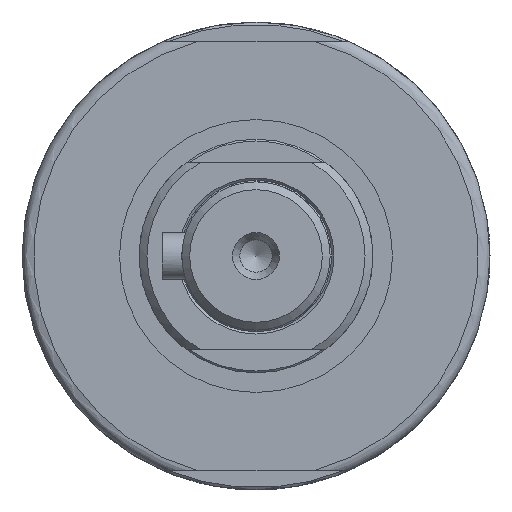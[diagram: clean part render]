
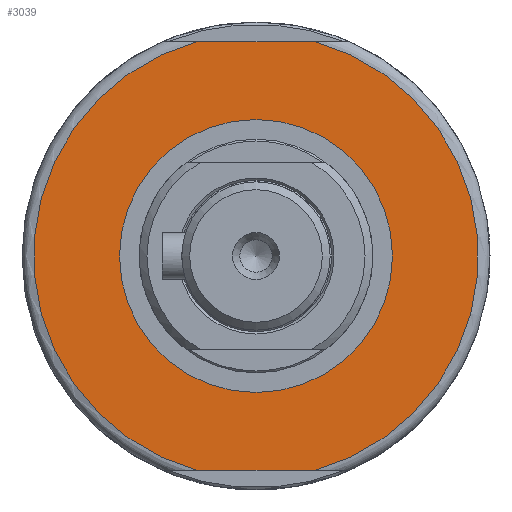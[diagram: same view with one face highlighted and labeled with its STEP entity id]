
A CAD part, left-side view. The second image highlights one B-rep face of the part: STEP entity #3039.
In plain terms, the highlighted planar face has unit normal (-1, 0, 0).
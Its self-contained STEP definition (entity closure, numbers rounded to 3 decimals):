
#138=FACE_BOUND('',#515,.T.);
#192=PLANE('',#3412);
#326=FACE_OUTER_BOUND('',#514,.T.);
#514=EDGE_LOOP('',(#2417,#2418,#2419,#2420));
#515=EDGE_LOOP('',(#2421,#2422));
#679=LINE('',#5454,#821);
#680=LINE('',#5455,#822);
#821=VECTOR('',#4197,10.);
#822=VECTOR('',#4198,10.);
#1028=CIRCLE('',#3393,17.5);
#1029=CIRCLE('',#3394,17.5);
#1039=CIRCLE('',#3407,28.5);
#1042=CIRCLE('',#3411,28.5);
#1305=VERTEX_POINT('',#5356);
#1306=VERTEX_POINT('',#5358);
#1317=VERTEX_POINT('',#5385);
#1318=VERTEX_POINT('',#5400);
#1320=VERTEX_POINT('',#5419);
#1323=VERTEX_POINT('',#5437);
#1693=EDGE_CURVE('',#1306,#1305,#1028,.T.);
#1694=EDGE_CURVE('',#1305,#1306,#1029,.T.);
#1707=EDGE_CURVE('',#1317,#1318,#1039,.T.);
#1713=EDGE_CURVE('',#1323,#1320,#1042,.T.);
#1714=EDGE_CURVE('',#1317,#1320,#679,.T.);
#1715=EDGE_CURVE('',#1323,#1318,#680,.T.);
#2417=ORIENTED_EDGE('',*,*,#1714,.T.);
#2418=ORIENTED_EDGE('',*,*,#1713,.F.);
#2419=ORIENTED_EDGE('',*,*,#1715,.T.);
#2420=ORIENTED_EDGE('',*,*,#1707,.F.);
#2421=ORIENTED_EDGE('',*,*,#1693,.T.);
#2422=ORIENTED_EDGE('',*,*,#1694,.T.);
#3039=ADVANCED_FACE('',(#326,#138),#192,.T.);
#3393=AXIS2_PLACEMENT_3D('',#5359,#4155,#4156);
#3394=AXIS2_PLACEMENT_3D('',#5360,#4157,#4158);
#3407=AXIS2_PLACEMENT_3D('',#5401,#4185,#4186);
#3411=AXIS2_PLACEMENT_3D('',#5452,#4193,#4194);
#3412=AXIS2_PLACEMENT_3D('',#5453,#4195,#4196);
#4155=DIRECTION('center_axis',(1.,0.,0.));
#4156=DIRECTION('ref_axis',(0.,-1.,0.));
#4157=DIRECTION('center_axis',(1.,0.,0.));
#4158=DIRECTION('ref_axis',(0.,-1.,0.));
#4185=DIRECTION('center_axis',(1.,0.,0.));
#4186=DIRECTION('ref_axis',(0.,-1.,0.));
#4193=DIRECTION('center_axis',(1.,0.,0.));
#4194=DIRECTION('ref_axis',(0.,-1.,0.));
#4195=DIRECTION('center_axis',(-1.,0.,0.));
#4196=DIRECTION('ref_axis',(0.,0.,
-1.));
#4197=DIRECTION('',(0.,-1.,0.));
#4198=DIRECTION('',(0.,1.,0.));
#5356=CARTESIAN_POINT('',(-168.5,17.5,0.));
#5358=CARTESIAN_POINT('',(-168.5,-17.5,0.));
#5359=CARTESIAN_POINT('Origin',(-168.5,0.,0.));
#5360=CARTESIAN_POINT('Origin',(-168.5,0.,0.));
#5385=CARTESIAN_POINT('',(-168.5,7.483,-27.5));
#5400=CARTESIAN_POINT('',(-168.5,7.483,27.5));
#5401=CARTESIAN_POINT('Origin',(-168.5,0.,0.));
#5419=CARTESIAN_POINT('',(-168.5,-7.483,-27.5));
#5437=CARTESIAN_POINT('',(-168.5,-7.483,27.5));
#5452=CARTESIAN_POINT('Origin',(-168.5,0.,0.));
#5453=CARTESIAN_POINT('Origin',(-168.5,-23.,0.));
#5454=CARTESIAN_POINT('',(-168.5,-24.063,-27.5));
#5455=CARTESIAN_POINT('',(-168.5,1.553,27.5));
